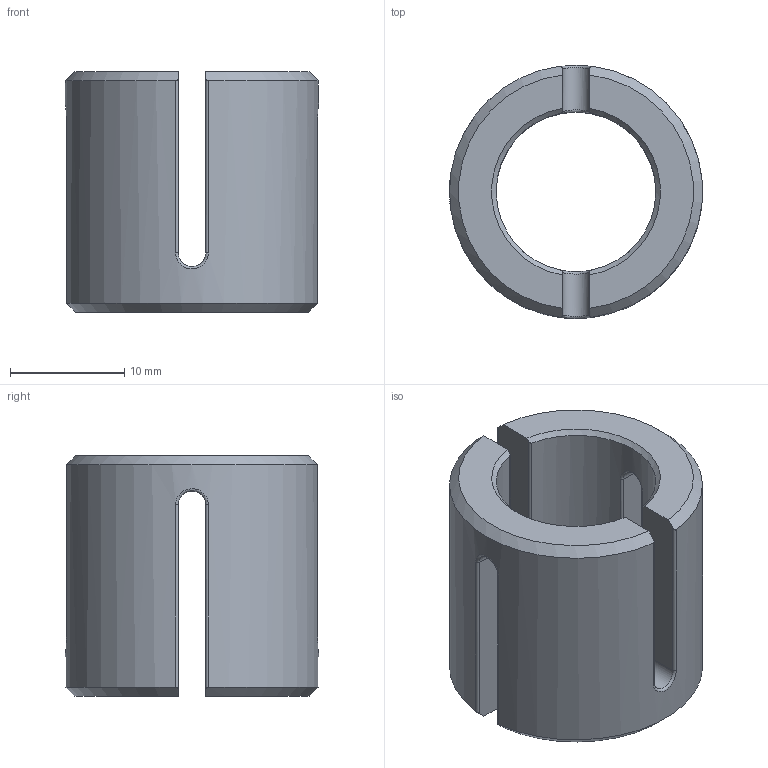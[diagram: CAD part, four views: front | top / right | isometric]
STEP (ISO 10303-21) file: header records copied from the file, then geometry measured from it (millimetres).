
FILE_DESCRIPTION(/* description */ (''),/* implementation_level */ '2;1');
FILE_NAME(/* name */ 'Motor collet v2.step',/* time_stamp */ '2024-09-13T09:43:03+01:00',/* author */ (''),/* organization */ (''),/* preprocessor_version */ 'ST-DEVELOPER v20',/* originating_system */ 'Autodesk Translation Framework v13.14.0.145',/* authorisation */ '');
FILE_SCHEMA (('AUTOMOTIVE_DESIGN { 1 0 10303 214 3 1 1 }','INTEGRATED_CNC_SCHEMA'));
Length unit declared in the file: millimetre
Products named in the file (1): Motor collet
Bounding box: 22.2 x 22.2 x 21.1 mm (x, y, z)
Volume: 4187.2 mm3; surface area: 2989.3 mm2
Topology: 1 solids, 1 shells, 50 faces, 134 edges, 84 vertices
Faces by surface type: cylinder 22, plane 12, bspline 8, cone 8
Full cylindrical faces by diameter (mm): 14 x1, 22.2 x1
Entity records: 2163 total; most frequent: CARTESIAN_POINT 991, ORIENTED_EDGE 268, DIRECTION 204, EDGE_CURVE 134, VERTEX_POINT 84, AXIS2_PLACEMENT_3D 77, FACE_OUTER_BOUND 50, EDGE_LOOP 50
